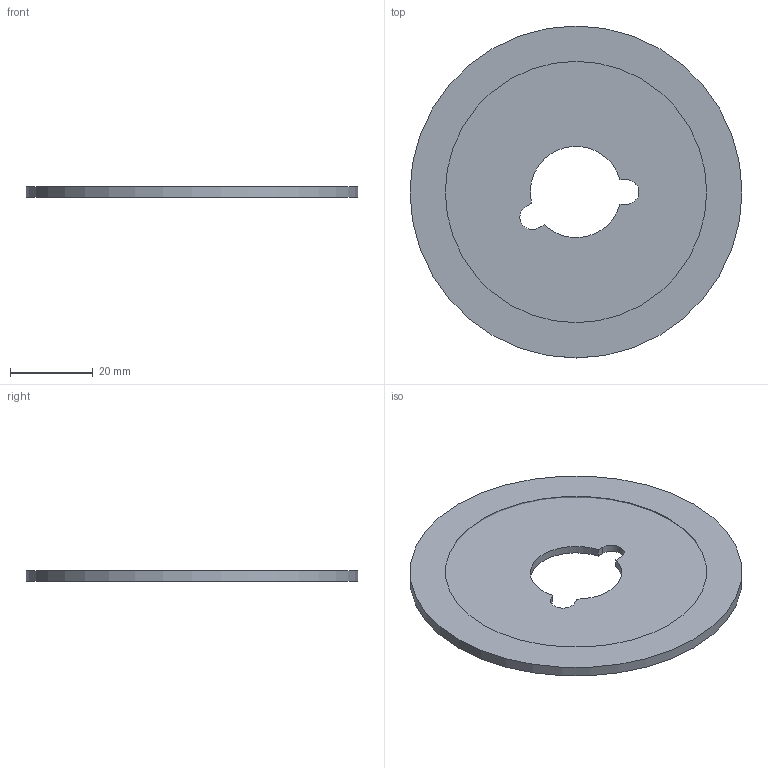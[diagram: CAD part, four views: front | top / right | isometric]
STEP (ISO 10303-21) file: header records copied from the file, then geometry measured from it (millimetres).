
FILE_DESCRIPTION(/* description */ (''),/* implementation_level */ '2;1');
FILE_NAME(/* name */ '335.10-080-02.22-6.stp',/* time_stamp */ '2017-09-14T10:21:10+06:00',/* author */ (''),/* organization */ (''),/* preprocessor_version */ 'ST-DEVELOPER v16',/* originating_system */ 'SIEMENS PLM Software NX 11.0',/* authorisation */ '');
FILE_SCHEMA (('AUTOMOTIVE_DESIGN { 1 0 10303 214 3 1 1 1 }'));
Length unit declared in the file: millimetre
Products named in the file (1): 335.10-080-02.22-6
Bounding box: 80 x 80 x 2.5 mm (x, y, z)
Volume: 13241.6 mm3; surface area: 14480.3 mm2
Topology: 2 solids, 2 shells, 17 faces, 38 edges, 25 vertices
Faces by surface type: plane 8, cylinder 8, revolution 1
Full cylindrical faces by diameter (mm): 62.966 x2, 78.8 x1, 80 x1
Entity records: 516 total; most frequent: DIRECTION 89, CARTESIAN_POINT 81, ORIENTED_EDGE 64, AXIS2_PLACEMENT_3D 36, EDGE_CURVE 32, EDGE_LOOP 26, VERTEX_POINT 24, FACE_BOUND 18
